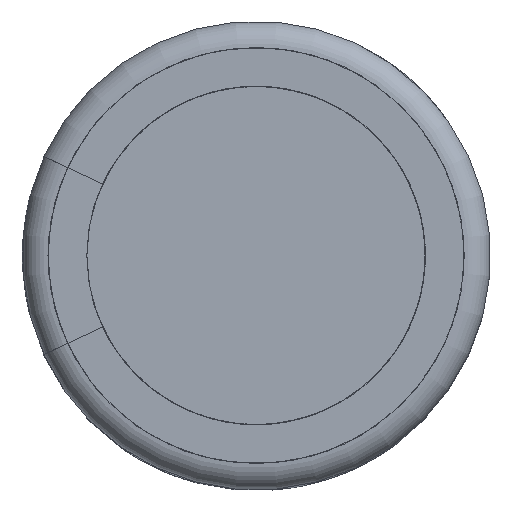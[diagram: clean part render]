
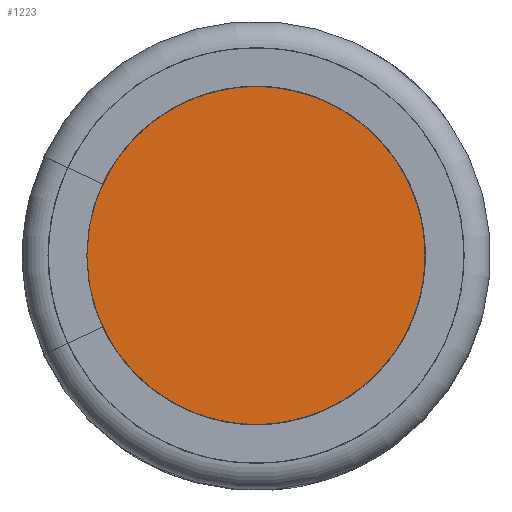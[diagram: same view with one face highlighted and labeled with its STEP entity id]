
A CAD part, top view. The second image highlights one B-rep face of the part: STEP entity #1223.
In plain terms, the highlighted planar face has unit normal (0, 0, 1).
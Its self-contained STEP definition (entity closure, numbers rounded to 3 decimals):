
#1223 = ADVANCED_FACE( '', ( #2692 ), #2693, .T. );
#2692 = FACE_OUTER_BOUND( '', #6981, .T. );
#2693 = PLANE( '', #6982 );
#6981 = EDGE_LOOP( '', ( #11614 ) );
#6982 = AXIS2_PLACEMENT_3D( '', #11615, #11616, #11617 );
#11614 = ORIENTED_EDGE( '', *, *, #13688, .F. );
#11615 = CARTESIAN_POINT( '', ( -3.552, 0., 8. ) );
#11616 = DIRECTION( '', ( 0., 0., 1. ) );
#11617 = DIRECTION( '', ( 1., 0., 0. ) );
#13688 = EDGE_CURVE( '', #15985, #15985, #15986, .T. );
#15985 = VERTEX_POINT( '', #20900 );
#15986 = CIRCLE( '', #20901, 3.552 );
#20900 = CARTESIAN_POINT( '', ( -3.552, 0., 8. ) );
#20901 = AXIS2_PLACEMENT_3D( '', #24699, #24700, #24701 );
#24699 = CARTESIAN_POINT( '', ( 0., 0., 8. ) );
#24700 = DIRECTION( '', ( 0., 0., -1. ) );
#24701 = DIRECTION( '', ( -1., 0., 0. ) );
